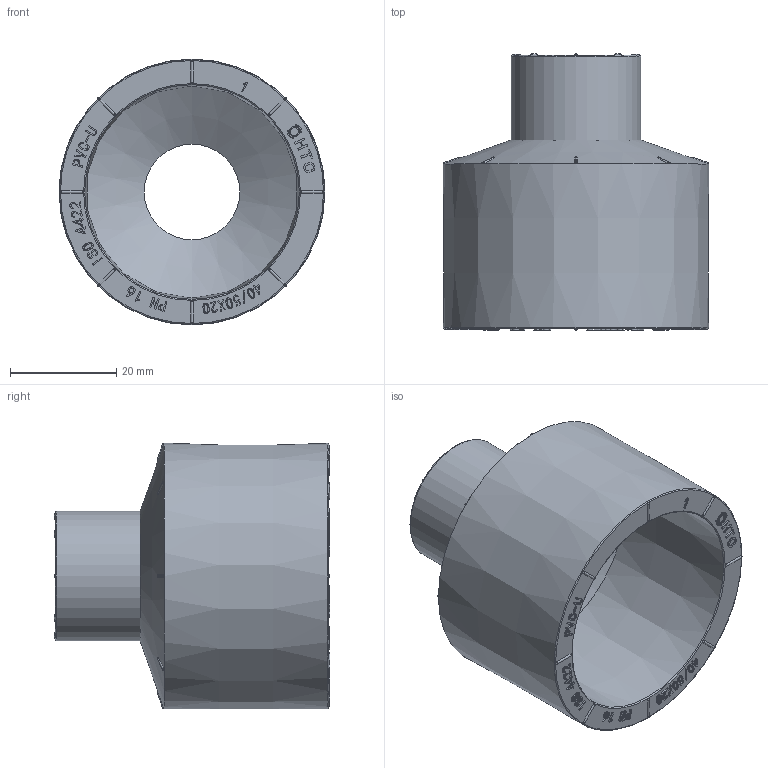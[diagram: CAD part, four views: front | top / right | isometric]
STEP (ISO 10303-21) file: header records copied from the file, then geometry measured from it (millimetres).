
FILE_DESCRIPTION(/* description */ (''),/* implementation_level */ '2;1');
FILE_NAME(/* name */ 'Z1Q040020.stp',/* time_stamp */ '2025-01-14T16:06:28+08:00',/* author */ (''),/* organization */ (''),/* preprocessor_version */ 'ST-DEVELOPER v16',/* originating_system */ 'SIEMENS PLM Software NX 10.0',/* authorisation */ '');
FILE_SCHEMA (('AUTOMOTIVE_DESIGN { 1 0 10303 214 3 1 1 1 }'));
Length unit declared in the file: millimetre
Products named in the file (1): gelv12BC29EC1xq0
Bounding box: 50.12 x 52 x 50.12 mm (x, y, z)
Volume: 30080.8 mm3; surface area: 14283.9 mm2
Topology: 1 solids, 1 shells, 1374 faces, 3961 edges, 2573 vertices
Faces by surface type: plane 1236, sphere 64, cylinder 40, bspline 16, extrusion 9, cone 5, torus 4
Full cylindrical faces by diameter (mm): 1.5 x1, 1.9 x1, 18 x1, 24.5 x1
Entity records: 49715 total; most frequent: CARTESIAN_POINT 18786, ORIENTED_EDGE 7760, DIRECTION 4375, EDGE_CURVE 3880, VERTEX_POINT 2570, B_SPLINE_CURVE_WITH_KNOTS 2437, AXIS2_PLACEMENT_3D 1564, EDGE_LOOP 1438
